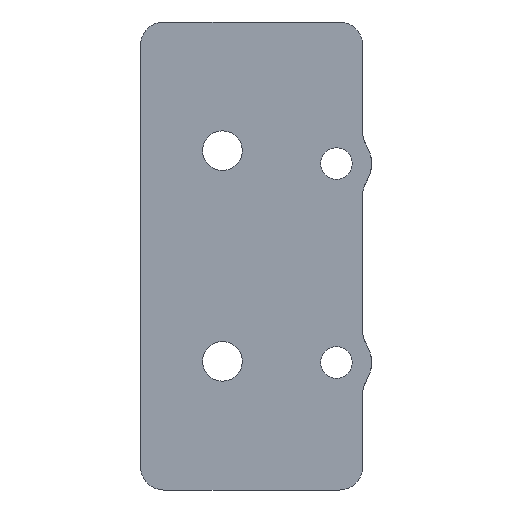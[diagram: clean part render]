
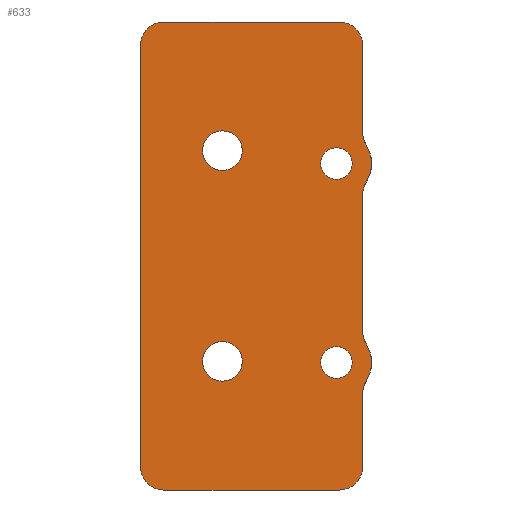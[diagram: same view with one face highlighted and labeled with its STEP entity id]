
A CAD part, front view. The second image highlights one B-rep face of the part: STEP entity #633.
In plain terms, the highlighted planar face has unit normal (0, -1, 0).
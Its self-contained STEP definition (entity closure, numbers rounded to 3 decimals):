
#23=FACE_BOUND('',#113,.T.);
#24=FACE_BOUND('',#114,.T.);
#25=FACE_BOUND('',#115,.T.);
#26=FACE_BOUND('',#116,.T.);
#42=PLANE('',#719);
#75=FACE_OUTER_BOUND('',#112,.T.);
#112=EDGE_LOOP('',(#562,#563,#564,#565,#566,#567,#568,#569,#570,#571,#572,
#573,#574,#575,#576,#577,#578,#579));
#113=EDGE_LOOP('',(#580));
#114=EDGE_LOOP('',(#581));
#115=EDGE_LOOP('',(#582));
#116=EDGE_LOOP('',(#583));
#117=CIRCLE('',#650,2.);
#119=CIRCLE('',#653,3.);
#121=CIRCLE('',#655,3.);
#122=CIRCLE('',#657,2.);
#123=CIRCLE('',#660,2.);
#124=CIRCLE('',#663,2.);
#126=CIRCLE('',#666,3.);
#128=CIRCLE('',#668,3.);
#133=CIRCLE('',#679,1.35);
#134=CIRCLE('',#681,2.);
#137=CIRCLE('',#685,2.);
#138=CIRCLE('',#687,1.35);
#141=CIRCLE('',#692,2.);
#143=CIRCLE('',#696,2.);
#153=CIRCLE('',#716,1.7);
#154=CIRCLE('',#718,1.7);
#162=LINE('',#977,#205);
#167=LINE('',#1008,#210);
#170=LINE('',#1045,#213);
#179=LINE('',#1082,#222);
#184=LINE('',#1096,#227);
#193=LINE('',#1166,#236);
#205=VECTOR('',#752,10.);
#210=VECTOR('',#763,10.);
#213=VECTOR('',#790,10.);
#222=VECTOR('',#831,10.);
#227=VECTOR('',#844,10.);
#236=VECTOR('',#879,10.);
#253=VERTEX_POINT('',#925);
#254=VERTEX_POINT('',#927);
#256=VERTEX_POINT('',#933);
#258=VERTEX_POINT('',#938);
#260=VERTEX_POINT('',#951);
#264=VERTEX_POINT('',#975);
#267=VERTEX_POINT('',#989);
#268=VERTEX_POINT('',#991);
#271=VERTEX_POINT('',#1006);
#273=VERTEX_POINT('',#1019);
#275=VERTEX_POINT('',#1025);
#277=VERTEX_POINT('',#1044);
#281=VERTEX_POINT('',#1056);
#283=VERTEX_POINT('',#1061);
#284=VERTEX_POINT('',#1066);
#286=VERTEX_POINT('',#1072);
#288=VERTEX_POINT('',#1077);
#290=VERTEX_POINT('',#1084);
#294=VERTEX_POINT('',#1093);
#295=VERTEX_POINT('',#1098);
#309=VERTEX_POINT('',#1182);
#310=VERTEX_POINT('',#1186);
#313=EDGE_CURVE('',#253,#254,#117,.T.);
#317=EDGE_CURVE('',#253,#256,#119,.T.);
#320=EDGE_CURVE('',#256,#258,#121,.T.);
#323=EDGE_CURVE('',#260,#258,#122,.T.);
#328=EDGE_CURVE('',#264,#260,#162,.T.);
#331=EDGE_CURVE('',#267,#268,#123,.T.);
#336=EDGE_CURVE('',#271,#267,#167,.T.);
#339=EDGE_CURVE('',#273,#264,#124,.T.);
#342=EDGE_CURVE('',#273,#275,#126,.T.);
#344=EDGE_CURVE('',#275,#268,#128,.T.);
#348=EDGE_CURVE('',#254,#277,#170,.T.);
#354=EDGE_CURVE('',#281,#281,#133,.T.);
#356=EDGE_CURVE('',#283,#271,#134,.T.);
#360=EDGE_CURVE('',#277,#284,#137,.T.);
#362=EDGE_CURVE('',#286,#286,#138,.T.);
#366=EDGE_CURVE('',#284,#288,#179,.T.);
#370=EDGE_CURVE('',#288,#290,#141,.T.);
#373=EDGE_CURVE('',#290,#294,#184,.T.);
#377=EDGE_CURVE('',#294,#295,#143,.T.);
#391=EDGE_CURVE('',#295,#283,#193,.T.);
#399=EDGE_CURVE('',#309,#309,#153,.T.);
#401=EDGE_CURVE('',#310,#310,#154,.T.);
#562=ORIENTED_EDGE('',*,*,#360,.F.);
#563=ORIENTED_EDGE('',*,*,#348,.F.);
#564=ORIENTED_EDGE('',*,*,#313,.F.);
#565=ORIENTED_EDGE('',*,*,#317,.T.);
#566=ORIENTED_EDGE('',*,*,#320,.T.);
#567=ORIENTED_EDGE('',*,*,#323,.F.);
#568=ORIENTED_EDGE('',*,*,#328,.F.);
#569=ORIENTED_EDGE('',*,*,#339,.F.);
#570=ORIENTED_EDGE('',*,*,#342,.T.);
#571=ORIENTED_EDGE('',*,*,#344,.T.);
#572=ORIENTED_EDGE('',*,*,#331,.F.);
#573=ORIENTED_EDGE('',*,*,#336,.F.);
#574=ORIENTED_EDGE('',*,*,#356,.F.);
#575=ORIENTED_EDGE('',*,*,#391,.F.);
#576=ORIENTED_EDGE('',*,*,#377,.F.);
#577=ORIENTED_EDGE('',*,*,#373,.F.);
#578=ORIENTED_EDGE('',*,*,#370,.F.);
#579=ORIENTED_EDGE('',*,*,#366,.F.);
#580=ORIENTED_EDGE('',*,*,#354,.T.);
#581=ORIENTED_EDGE('',*,*,#399,.T.);
#582=ORIENTED_EDGE('',*,*,#401,.T.);
#583=ORIENTED_EDGE('',*,*,#362,.T.);
#633=ADVANCED_FACE('',(#75,#23,#24,#25,#26),#42,.F.);
#650=AXIS2_PLACEMENT_3D('',#928,#728,#729);
#653=AXIS2_PLACEMENT_3D('',#935,#736,#737);
#655=AXIS2_PLACEMENT_3D('',#940,#741,#742);
#657=AXIS2_PLACEMENT_3D('',#953,#746,#747);
#660=AXIS2_PLACEMENT_3D('',#992,#756,#757);
#663=AXIS2_PLACEMENT_3D('',#1021,#767,#768);
#666=AXIS2_PLACEMENT_3D('',#1027,#774,#775);
#668=AXIS2_PLACEMENT_3D('',#1029,#778,#779);
#679=AXIS2_PLACEMENT_3D('',#1058,#804,#805);
#681=AXIS2_PLACEMENT_3D('',#1063,#809,#810);
#685=AXIS2_PLACEMENT_3D('',#1070,#818,#819);
#687=AXIS2_PLACEMENT_3D('',#1074,#823,#824);
#692=AXIS2_PLACEMENT_3D('',#1090,#838,#839);
#696=AXIS2_PLACEMENT_3D('',#1104,#851,#852);
#716=AXIS2_PLACEMENT_3D('',#1184,#901,#902);
#718=AXIS2_PLACEMENT_3D('',#1188,#906,#907);
#719=AXIS2_PLACEMENT_3D('',#1189,#908,#909);
#728=DIRECTION('center_axis',(0.,-1.,0.));
#729=DIRECTION('ref_axis',(-0.962,0.,0.274));
#736=DIRECTION('center_axis',(0.,-1.,0.));
#737=DIRECTION('ref_axis',(-1.,0.,0.));
#741=DIRECTION('center_axis',(0.,-1.,0.));
#742=DIRECTION('ref_axis',(-1.,0.,0.));
#746=DIRECTION('center_axis',(0.,-1.,0.));
#747=DIRECTION('ref_axis',(-0.962,0.,-0.274));
#752=DIRECTION('',(0.,0.,-1.));
#756=DIRECTION('center_axis',(0.,-1.,0.));
#757=DIRECTION('ref_axis',(-0.962,0.,-0.274));
#763=DIRECTION('',(0.,0.,-1.));
#767=DIRECTION('center_axis',(0.,-1.,0.));
#768=DIRECTION('ref_axis',(-0.962,0.,0.274));
#774=DIRECTION('center_axis',(0.,-1.,0.));
#775=DIRECTION('ref_axis',(-1.,0.,0.));
#778=DIRECTION('center_axis',(0.,-1.,0.));
#779=DIRECTION('ref_axis',(-1.,0.,0.));
#790=DIRECTION('',(0.,0.,-1.));
#804=DIRECTION('center_axis',(0.,1.,0.));
#805=DIRECTION('ref_axis',(-1.,0.,0.));
#809=DIRECTION('center_axis',(0.,1.,0.));
#810=DIRECTION('ref_axis',(0.707,0.,0.707));
#818=DIRECTION('center_axis',(0.,1.,0.));
#819=DIRECTION('ref_axis',(0.707,0.,-0.707));
#823=DIRECTION('center_axis',(0.,1.,0.));
#824=DIRECTION('ref_axis',(-1.,0.,0.));
#831=DIRECTION('',(-1.,0.,0.));
#838=DIRECTION('center_axis',(0.,1.,0.));
#839=DIRECTION('ref_axis',(-0.707,0.,-0.707));
#844=DIRECTION('',(0.,0.,1.));
#851=DIRECTION('center_axis',(0.,1.,0.));
#852=DIRECTION('ref_axis',(-0.707,0.,0.707));
#879=DIRECTION('',(1.,0.,0.));
#901=DIRECTION('center_axis',(0.,1.,0.));
#902=DIRECTION('ref_axis',(-1.,0.,0.));
#906=DIRECTION('center_axis',(0.,1.,0.));
#907=DIRECTION('ref_axis',(-1.,0.,0.));
#908=DIRECTION('center_axis',(0.,1.,0.));
#909=DIRECTION('ref_axis',(1.,0.,0.));
#925=CARTESIAN_POINT('',(14.388,-7.203,-2.589));
#927=CARTESIAN_POINT('',(14.088,-7.203,-3.642));
#928=CARTESIAN_POINT('Origin',(16.088,-7.203,-3.642));
#933=CARTESIAN_POINT('',(14.838,-7.203,-1.008));
#935=CARTESIAN_POINT('Origin',(11.838,-7.203,-1.008));
#938=CARTESIAN_POINT('',(14.388,-7.203,0.572));
#940=CARTESIAN_POINT('Origin',(11.838,-7.203,-1.008));
#951=CARTESIAN_POINT('',(14.088,-7.203,1.626));
#953=CARTESIAN_POINT('Origin',(16.088,-7.203,1.626));
#975=CARTESIAN_POINT('',(14.088,-7.203,13.358));
#977=CARTESIAN_POINT('',(14.088,-7.203,28.092));
#989=CARTESIAN_POINT('',(14.088,-7.203,18.626));
#991=CARTESIAN_POINT('',(14.388,-7.203,17.572));
#992=CARTESIAN_POINT('Origin',(16.088,-7.203,18.626));
#1006=CARTESIAN_POINT('',(14.088,-7.203,26.092));
#1008=CARTESIAN_POINT('',(14.088,-7.203,28.092));
#1019=CARTESIAN_POINT('',(14.388,-7.203,14.411));
#1021=CARTESIAN_POINT('Origin',(16.088,-7.203,13.358));
#1025=CARTESIAN_POINT('',(14.838,-7.203,15.992));
#1027=CARTESIAN_POINT('Origin',(11.838,-7.203,15.992));
#1029=CARTESIAN_POINT('Origin',(11.838,-7.203,15.992));
#1044=CARTESIAN_POINT('',(14.088,-7.203,-9.908));
#1045=CARTESIAN_POINT('',(14.088,-7.203,28.092));
#1056=CARTESIAN_POINT('',(13.188,-7.203,-1.008));
#1058=CARTESIAN_POINT('Origin',(11.838,-7.203,-1.008));
#1061=CARTESIAN_POINT('',(12.088,-7.203,28.092));
#1063=CARTESIAN_POINT('Origin',(12.088,-7.203,26.092));
#1066=CARTESIAN_POINT('',(12.088,-7.203,-11.908));
#1070=CARTESIAN_POINT('Origin',(12.088,-7.203,-9.908));
#1072=CARTESIAN_POINT('',(13.188,-7.203,15.992));
#1074=CARTESIAN_POINT('Origin',(11.838,-7.203,15.992));
#1077=CARTESIAN_POINT('',(-2.912,-7.203,-11.908));
#1082=CARTESIAN_POINT('',(14.088,-7.203,-11.908));
#1084=CARTESIAN_POINT('',(-4.912,-7.203,-9.908));
#1090=CARTESIAN_POINT('Origin',(-2.912,-7.203,-9.908));
#1093=CARTESIAN_POINT('',(-4.912,-7.203,26.092));
#1096=CARTESIAN_POINT('',(-4.912,-7.203,-11.908));
#1098=CARTESIAN_POINT('',(-2.912,-7.203,28.092));
#1104=CARTESIAN_POINT('Origin',(-2.912,-7.203,26.092));
#1166=CARTESIAN_POINT('',(-4.912,-7.203,28.092));
#1182=CARTESIAN_POINT('',(3.788,-7.203,-0.908));
#1184=CARTESIAN_POINT('Origin',(2.088,-7.203,-0.908));
#1186=CARTESIAN_POINT('',(3.788,-7.203,17.092));
#1188=CARTESIAN_POINT('Origin',(2.088,-7.203,17.092));
#1189=CARTESIAN_POINT('Origin',(4.588,-7.203,8.092));
